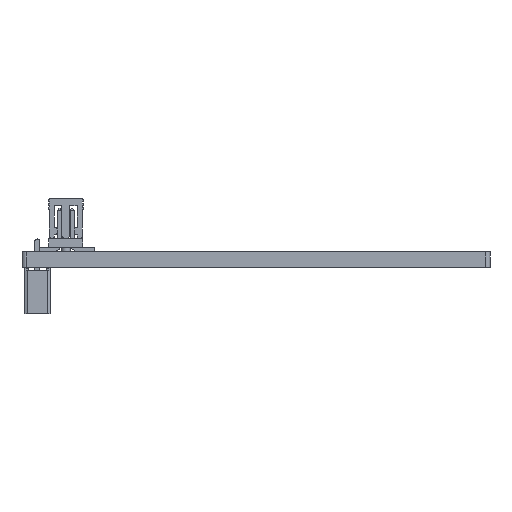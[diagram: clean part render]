
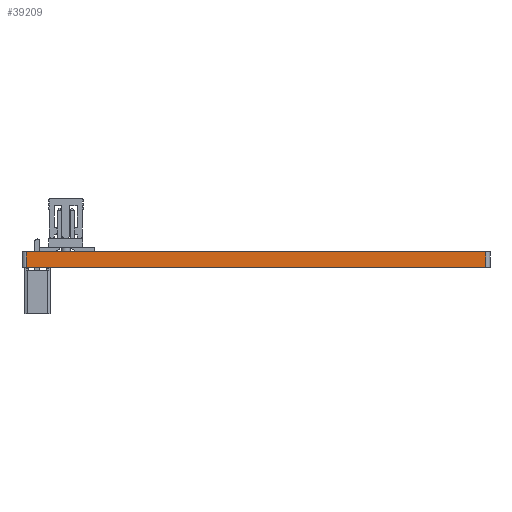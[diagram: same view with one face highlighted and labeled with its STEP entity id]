
A CAD part, front view. The second image highlights one B-rep face of the part: STEP entity #39209.
In plain terms, the highlighted planar face has unit normal (0, -1, 0).
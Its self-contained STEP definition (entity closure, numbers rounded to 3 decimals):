
#36129 = PLANE('',#36130);
#36130 = AXIS2_PLACEMENT_3D('',#36131,#36132,#36133);
#36131 = CARTESIAN_POINT('',(152.307,-101.671,1.6));
#36132 = DIRECTION('',(-0.,-0.,-1.));
#36133 = DIRECTION('',(-1.,0.,0.));
#36183 = PLANE('',#36184);
#36184 = AXIS2_PLACEMENT_3D('',#36185,#36186,#36187);
#36185 = CARTESIAN_POINT('',(152.307,-101.671,0.));
#36186 = DIRECTION('',(-0.,-0.,-1.));
#36187 = DIRECTION('',(-1.,0.,0.));
#36396 = VERTEX_POINT('',#36397);
#36397 = CARTESIAN_POINT('',(175.7,-125.1,0.));
#36416 = CYLINDRICAL_SURFACE('',#36417,0.4);
#36417 = AXIS2_PLACEMENT_3D('',#36418,#36419,#36420);
#36418 = CARTESIAN_POINT('',(175.7,-124.7,0.));
#36419 = DIRECTION('',(-0.,-0.,-1.));
#36420 = DIRECTION('',(1.,0.,-0.));
#36428 = EDGE_CURVE('',#36396,#36429,#36431,.T.);
#36429 = VERTEX_POINT('',#36430);
#36430 = CARTESIAN_POINT('',(129.7,-125.1,0.));
#36431 = SURFACE_CURVE('',#36432,(#36436,#36443),.PCURVE_S1.);
#36432 = LINE('',#36433,#36434);
#36433 = CARTESIAN_POINT('',(175.7,-125.1,0.));
#36434 = VECTOR('',#36435,1.);
#36435 = DIRECTION('',(-1.,0.,0.));
#36436 = PCURVE('',#36183,#36437);
#36437 = DEFINITIONAL_REPRESENTATION('',(#36438),#36442);
#36438 = LINE('',#36439,#36440);
#36439 = CARTESIAN_POINT('',(-23.393,-23.429));
#36440 = VECTOR('',#36441,1.);
#36441 = DIRECTION('',(1.,0.));
#36442 = ( GEOMETRIC_REPRESENTATION_CONTEXT(2) 
PARAMETRIC_REPRESENTATION_CONTEXT() REPRESENTATION_CONTEXT('2D SPACE',''
  ) );
#36443 = PCURVE('',#36444,#36449);
#36444 = PLANE('',#36445);
#36445 = AXIS2_PLACEMENT_3D('',#36446,#36447,#36448);
#36446 = CARTESIAN_POINT('',(175.7,-125.1,0.));
#36447 = DIRECTION('',(0.,-1.,0.));
#36448 = DIRECTION('',(-1.,0.,0.));
#36449 = DEFINITIONAL_REPRESENTATION('',(#36450),#36454);
#36450 = LINE('',#36451,#36452);
#36451 = CARTESIAN_POINT('',(0.,0.));
#36452 = VECTOR('',#36453,1.);
#36453 = DIRECTION('',(1.,0.));
#36454 = ( GEOMETRIC_REPRESENTATION_CONTEXT(2) 
PARAMETRIC_REPRESENTATION_CONTEXT() REPRESENTATION_CONTEXT('2D SPACE',''
  ) );
#36477 = CYLINDRICAL_SURFACE('',#36478,0.4);
#36478 = AXIS2_PLACEMENT_3D('',#36479,#36480,#36481);
#36479 = CARTESIAN_POINT('',(129.7,-124.7,0.));
#36480 = DIRECTION('',(-0.,-0.,-1.));
#36481 = DIRECTION('',(1.,0.,-0.));
#37860 = VERTEX_POINT('',#37861);
#37861 = CARTESIAN_POINT('',(175.7,-125.1,1.6));
#37887 = EDGE_CURVE('',#37860,#37888,#37890,.T.);
#37888 = VERTEX_POINT('',#37889);
#37889 = CARTESIAN_POINT('',(129.7,-125.1,1.6));
#37890 = SURFACE_CURVE('',#37891,(#37895,#37902),.PCURVE_S1.);
#37891 = LINE('',#37892,#37893);
#37892 = CARTESIAN_POINT('',(175.7,-125.1,1.6));
#37893 = VECTOR('',#37894,1.);
#37894 = DIRECTION('',(-1.,0.,0.));
#37895 = PCURVE('',#36129,#37896);
#37896 = DEFINITIONAL_REPRESENTATION('',(#37897),#37901);
#37897 = LINE('',#37898,#37899);
#37898 = CARTESIAN_POINT('',(-23.393,-23.429));
#37899 = VECTOR('',#37900,1.);
#37900 = DIRECTION('',(1.,0.));
#37901 = ( GEOMETRIC_REPRESENTATION_CONTEXT(2) 
PARAMETRIC_REPRESENTATION_CONTEXT() REPRESENTATION_CONTEXT('2D SPACE',''
  ) );
#37902 = PCURVE('',#36444,#37903);
#37903 = DEFINITIONAL_REPRESENTATION('',(#37904),#37908);
#37904 = LINE('',#37905,#37906);
#37905 = CARTESIAN_POINT('',(0.,-1.6));
#37906 = VECTOR('',#37907,1.);
#37907 = DIRECTION('',(1.,0.));
#37908 = ( GEOMETRIC_REPRESENTATION_CONTEXT(2) 
PARAMETRIC_REPRESENTATION_CONTEXT() REPRESENTATION_CONTEXT('2D SPACE',''
  ) );
#39159 = EDGE_CURVE('',#36396,#37860,#39160,.T.);
#39160 = SURFACE_CURVE('',#39161,(#39165,#39172),.PCURVE_S1.);
#39161 = LINE('',#39162,#39163);
#39162 = CARTESIAN_POINT('',(175.7,-125.1,0.));
#39163 = VECTOR('',#39164,1.);
#39164 = DIRECTION('',(0.,0.,1.));
#39165 = PCURVE('',#36416,#39166);
#39166 = DEFINITIONAL_REPRESENTATION('',(#39167),#39171);
#39167 = LINE('',#39168,#39169);
#39168 = CARTESIAN_POINT('',(-4.712,0.));
#39169 = VECTOR('',#39170,1.);
#39170 = DIRECTION('',(-0.,-1.));
#39171 = ( GEOMETRIC_REPRESENTATION_CONTEXT(2) 
PARAMETRIC_REPRESENTATION_CONTEXT() REPRESENTATION_CONTEXT('2D SPACE',''
  ) );
#39172 = PCURVE('',#36444,#39173);
#39173 = DEFINITIONAL_REPRESENTATION('',(#39174),#39178);
#39174 = LINE('',#39175,#39176);
#39175 = CARTESIAN_POINT('',(0.,0.));
#39176 = VECTOR('',#39177,1.);
#39177 = DIRECTION('',(0.,-1.));
#39178 = ( GEOMETRIC_REPRESENTATION_CONTEXT(2) 
PARAMETRIC_REPRESENTATION_CONTEXT() REPRESENTATION_CONTEXT('2D SPACE',''
  ) );
#39209 = ADVANCED_FACE('',(#39210),#36444,.T.);
#39210 = FACE_BOUND('',#39211,.T.);
#39211 = EDGE_LOOP('',(#39212,#39213,#39214,#39235));
#39212 = ORIENTED_EDGE('',*,*,#39159,.T.);
#39213 = ORIENTED_EDGE('',*,*,#37887,.T.);
#39214 = ORIENTED_EDGE('',*,*,#39215,.F.);
#39215 = EDGE_CURVE('',#36429,#37888,#39216,.T.);
#39216 = SURFACE_CURVE('',#39217,(#39221,#39228),.PCURVE_S1.);
#39217 = LINE('',#39218,#39219);
#39218 = CARTESIAN_POINT('',(129.7,-125.1,0.));
#39219 = VECTOR('',#39220,1.);
#39220 = DIRECTION('',(0.,0.,1.));
#39221 = PCURVE('',#36444,#39222);
#39222 = DEFINITIONAL_REPRESENTATION('',(#39223),#39227);
#39223 = LINE('',#39224,#39225);
#39224 = CARTESIAN_POINT('',(46.,0.));
#39225 = VECTOR('',#39226,1.);
#39226 = DIRECTION('',(0.,-1.));
#39227 = ( GEOMETRIC_REPRESENTATION_CONTEXT(2) 
PARAMETRIC_REPRESENTATION_CONTEXT() REPRESENTATION_CONTEXT('2D SPACE',''
  ) );
#39228 = PCURVE('',#36477,#39229);
#39229 = DEFINITIONAL_REPRESENTATION('',(#39230),#39234);
#39230 = LINE('',#39231,#39232);
#39231 = CARTESIAN_POINT('',(-4.712,0.));
#39232 = VECTOR('',#39233,1.);
#39233 = DIRECTION('',(-0.,-1.));
#39234 = ( GEOMETRIC_REPRESENTATION_CONTEXT(2) 
PARAMETRIC_REPRESENTATION_CONTEXT() REPRESENTATION_CONTEXT('2D SPACE',''
  ) );
#39235 = ORIENTED_EDGE('',*,*,#36428,.F.);
